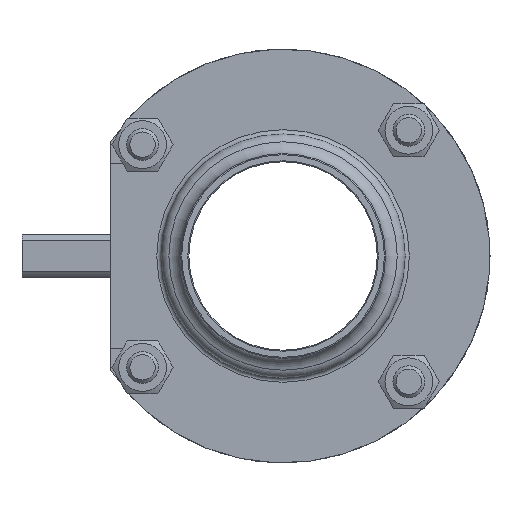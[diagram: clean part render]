
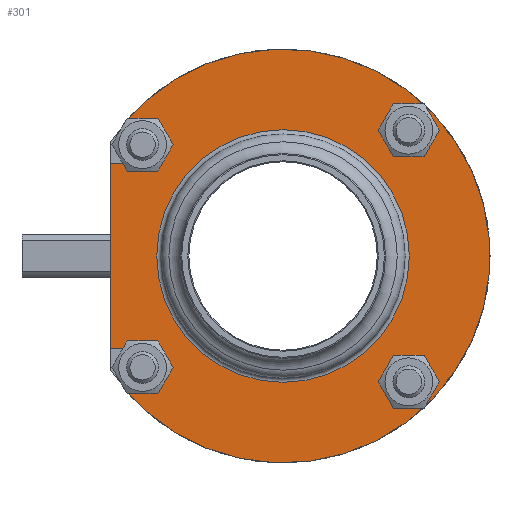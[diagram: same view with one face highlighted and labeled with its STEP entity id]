
A CAD part, left-side view. The second image highlights one B-rep face of the part: STEP entity #301.
In plain terms, the highlighted face is planar.
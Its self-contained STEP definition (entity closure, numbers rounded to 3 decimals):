
#301 = ADVANCED_FACE( '', ( #715, #716, #717, #718 ), #719, .T. );
#715 = FACE_OUTER_BOUND( '', #1393, .T. );
#716 = FACE_BOUND( '', #1394, .T. );
#717 = FACE_BOUND( '', #1395, .T. );
#718 = FACE_BOUND( '', #1396, .T. );
#719 = PLANE( '', #1397 );
#1393 = EDGE_LOOP( '', ( #2496, #2497, #2498, #2499, #2500, #2501, #2502, #2503 ) );
#1394 = EDGE_LOOP( '', ( #2504 ) );
#1395 = EDGE_LOOP( '', ( #2505 ) );
#1396 = EDGE_LOOP( '', ( #2506 ) );
#1397 = AXIS2_PLACEMENT_3D( '', #2507, #2508, #2509 );
#2496 = ORIENTED_EDGE( '', *, *, #3958, .F. );
#2497 = ORIENTED_EDGE( '', *, *, #3955, .F. );
#2498 = ORIENTED_EDGE( '', *, *, #3962, .F. );
#2499 = ORIENTED_EDGE( '', *, *, #3971, .F. );
#2500 = ORIENTED_EDGE( '', *, *, #3972, .T. );
#2501 = ORIENTED_EDGE( '', *, *, #3973, .F. );
#2502 = ORIENTED_EDGE( '', *, *, #3974, .F. );
#2503 = ORIENTED_EDGE( '', *, *, #3975, .F. );
#2504 = ORIENTED_EDGE( '', *, *, #3976, .F. );
#2505 = ORIENTED_EDGE( '', *, *, #3977, .F. );
#2506 = ORIENTED_EDGE( '', *, *, #3978, .F. );
#2507 = CARTESIAN_POINT( '', ( 8., 23.8, 0. ) );
#2508 = DIRECTION( '', ( 1., 0., 0. ) );
#2509 = DIRECTION( '', ( 0., 0., -1. ) );
#3955 = EDGE_CURVE( '', #4628, #4630, #4631, .T. );
#3958 = EDGE_CURVE( '', #4630, #4635, #4636, .T. );
#3962 = EDGE_CURVE( '', #4640, #4628, #4642, .T. );
#3971 = EDGE_CURVE( '', #4658, #4640, #4659, .T. );
#3972 = EDGE_CURVE( '', #4658, #4660, #4661, .T. );
#3973 = EDGE_CURVE( '', #4662, #4660, #4663, .T. );
#3974 = EDGE_CURVE( '', #4664, #4662, #4665, .T. );
#3975 = EDGE_CURVE( '', #4635, #4664, #4666, .T. );
#3976 = EDGE_CURVE( '', #4667, #4667, #4668, .T. );
#3977 = EDGE_CURVE( '', #4669, #4669, #4670, .T. );
#3978 = EDGE_CURVE( '', #4671, #4671, #4672, .T. );
#4628 = VERTEX_POINT( '', #5906 );
#4630 = VERTEX_POINT( '', #5909 );
#4631 = LINE( '', #5910, #5911 );
#4635 = VERTEX_POINT( '', #5917 );
#4636 = LINE( '', #5918, #5919 );
#4640 = VERTEX_POINT( '', #5924 );
#4642 = CIRCLE( '', #5927, 3.5 );
#4658 = VERTEX_POINT( '', #5946 );
#4659 = LINE( '', #5947, #5948 );
#4660 = VERTEX_POINT( '', #5949 );
#4661 = CIRCLE( '', #5950, 39. );
#4662 = VERTEX_POINT( '', #5951 );
#4663 = LINE( '', #5952, #5953 );
#4664 = VERTEX_POINT( '', #5954 );
#4665 = CIRCLE( '', #5955, 3.5 );
#4666 = LINE( '', #5956, #5957 );
#4667 = VERTEX_POINT( '', #5958 );
#4668 = CIRCLE( '', #5959, 3.5 );
#4669 = VERTEX_POINT( '', #5960 );
#4670 = CIRCLE( '', #5961, 3.5 );
#4671 = VERTEX_POINT( '', #5962 );
#4672 = CIRCLE( '', #5963, 23.8 );
#5906 = CARTESIAN_POINT( '', ( 8., 26.48, 17.5 ) );
#5909 = CARTESIAN_POINT( '', ( 8., 32.5, 17.5 ) );
#5910 = CARTESIAN_POINT( '', ( 8., 26.48, 17.5 ) );
#5911 = VECTOR( '', #7720, 1000. );
#5917 = CARTESIAN_POINT( '', ( 8., 32.5, -17.5 ) );
#5918 = CARTESIAN_POINT( '', ( 8., 32.5, 17.5 ) );
#5919 = VECTOR( '', #7723, 1000. );
#5924 = CARTESIAN_POINT( '', ( 8., 26.48, 24.5 ) );
#5927 = AXIS2_PLACEMENT_3D( '', #7729, #7730, #7731 );
#5946 = CARTESIAN_POINT( '', ( 8., 30.344, 24.5 ) );
#5947 = CARTESIAN_POINT( '', ( 8., 39., 24.5 ) );
#5948 = VECTOR( '', #7750, 1000. );
#5949 = CARTESIAN_POINT( '', ( 8., 30.344, -24.5 ) );
#5950 = AXIS2_PLACEMENT_3D( '', #7751, #7752, #7753 );
#5951 = CARTESIAN_POINT( '', ( 8., 26.48, -24.5 ) );
#5952 = CARTESIAN_POINT( '', ( 8., 26.48, -24.5 ) );
#5953 = VECTOR( '', #7754, 1000. );
#5954 = CARTESIAN_POINT( '', ( 8., 26.48, -17.5 ) );
#5955 = AXIS2_PLACEMENT_3D( '', #7755, #7756, #7757 );
#5956 = CARTESIAN_POINT( '', ( 8., 32.5, -17.5 ) );
#5957 = VECTOR( '', #7758, 1000. );
#5958 = CARTESIAN_POINT( '', ( 8., -23.7, 20.2 ) );
#5959 = AXIS2_PLACEMENT_3D( '', #7759, #7760, #7761 );
#5960 = CARTESIAN_POINT( '', ( 8., -23.7, -27.2 ) );
#5961 = AXIS2_PLACEMENT_3D( '', #7762, #7763, #7764 );
#5962 = CARTESIAN_POINT( '', ( 8., 0., -23.8 ) );
#5963 = AXIS2_PLACEMENT_3D( '', #7765, #7766, #7767 );
#7720 = DIRECTION( '', ( 0., 1., 0. ) );
#7723 = DIRECTION( '', ( 0., 0., -1. ) );
#7729 = CARTESIAN_POINT( '', ( 8., 26.48, 21. ) );
#7730 = DIRECTION( '', ( 1., 0., 0. ) );
#7731 = DIRECTION( '', ( 0., 0., -1. ) );
#7750 = DIRECTION( '', ( 0., -1., 0. ) );
#7751 = CARTESIAN_POINT( '', ( 8., 0., 0. ) );
#7752 = DIRECTION( '', ( 1., 0., 0. ) );
#7753 = DIRECTION( '', ( 0., 0., -1. ) );
#7754 = DIRECTION( '', ( 0., 1., 0. ) );
#7755 = CARTESIAN_POINT( '', ( 8., 26.48, -21. ) );
#7756 = DIRECTION( '', ( 1., 0., 0. ) );
#7757 = DIRECTION( '', ( 0., 0., -1. ) );
#7758 = DIRECTION( '', ( 0., -1., 0. ) );
#7759 = CARTESIAN_POINT( '', ( 8., -23.7, 23.7 ) );
#7760 = DIRECTION( '', ( 1., 0., 0. ) );
#7761 = DIRECTION( '', ( 0., 0., -1. ) );
#7762 = CARTESIAN_POINT( '', ( 8., -23.7, -23.7 ) );
#7763 = DIRECTION( '', ( 1., 0., 0. ) );
#7764 = DIRECTION( '', ( 0., 0., -1. ) );
#7765 = CARTESIAN_POINT( '', ( 8., 0., 0. ) );
#7766 = DIRECTION( '', ( 1., 0., 0. ) );
#7767 = DIRECTION( '', ( 0., 0., -1. ) );
